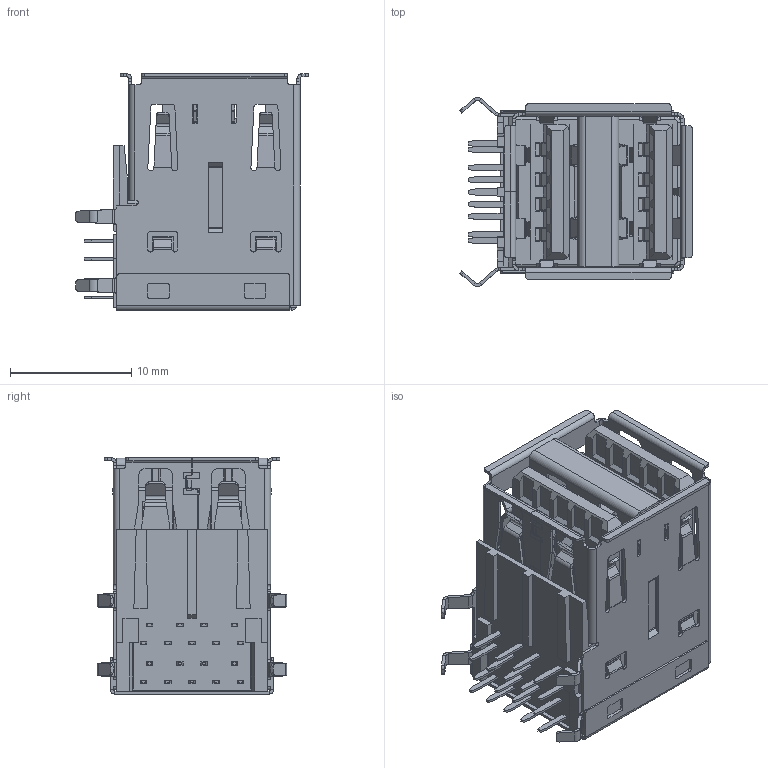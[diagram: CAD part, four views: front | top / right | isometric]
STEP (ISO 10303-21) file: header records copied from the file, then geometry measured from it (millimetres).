
FILE_DESCRIPTION((''),'2;1');
FILE_NAME('S-30145-018XX-XXX_REV-A','2019-12-05T',('t01036'),(''),'PRO/ENGINEER BY PARAMETRIC TECHNOLOGY CORPORATION, 2010160','PRO/ENGINEER BY PARAMETRIC TECHNOLOGY CORPORATION, 2010160','');
FILE_SCHEMA(('CONFIG_CONTROL_DESIGN'));
Products named in the file (1): S-30145-018XX-XXX_REV-A
Bounding box: 19.19 x 15.6 x 19.5 mm (x, y, z)
Volume: 1954.1 mm3; surface area: 7140.8 mm2
Topology: 1 solids, 1 shells, 2732 faces, 7798 edges, 4972 vertices
Faces by surface type: plane 1979, cylinder 655, bspline 88, torus 10
Entity records: 90949 total; most frequent: CARTESIAN_POINT 19241, ORIENTED_EDGE 15420, DIRECTION 14196, EDGE_CURVE 7710, VECTOR 6190, LINE 6190, VERTEX_POINT 4884, AXIS2_PLACEMENT_3D 4003
